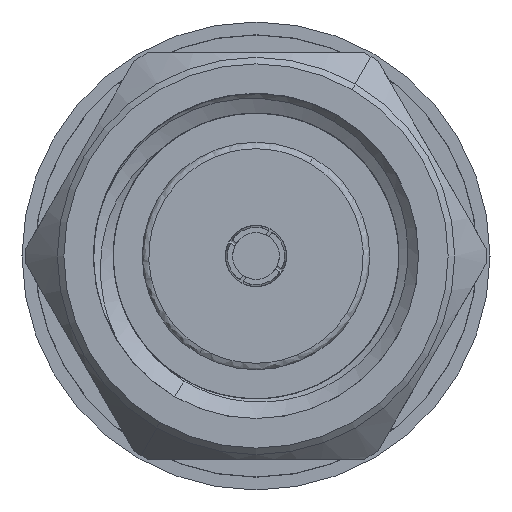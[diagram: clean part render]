
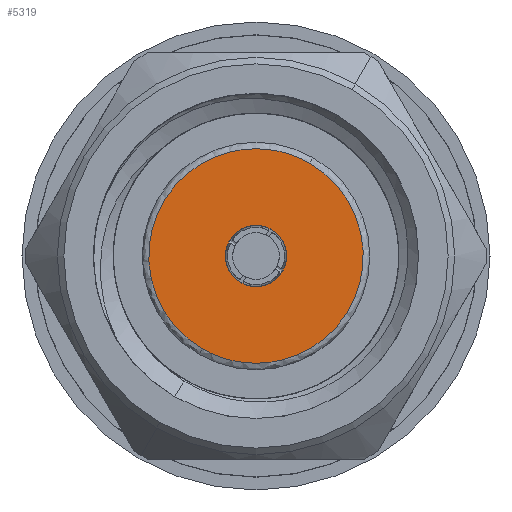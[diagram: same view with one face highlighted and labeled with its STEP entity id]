
A CAD part, left-side view. The second image highlights one B-rep face of the part: STEP entity #5319.
In plain terms, the highlighted planar face has unit normal (-1, 0, 0).
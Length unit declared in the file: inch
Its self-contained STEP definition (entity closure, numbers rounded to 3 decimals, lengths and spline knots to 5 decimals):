
#68 = CARTESIAN_POINT ( 'NONE',  ( 0.11, 0., 0. ) ) ;
#269 = EDGE_LOOP ( 'NONE', ( #3641, #2411 ) ) ;
#286 = CARTESIAN_POINT ( 'NONE',  ( 0.11, 0.04125, -0.07145 ) ) ;
#756 = CARTESIAN_POINT ( 'NONE',  ( 0.11, -0.04125, 0.07145 ) ) ;
#1042 = DIRECTION ( 'NONE',  ( -1., 0., 0. ) ) ;
#1055 = AXIS2_PLACEMENT_3D ( 'NONE', #68, #4646, #3249 ) ;
#1083 = CARTESIAN_POINT ( 'NONE',  ( 0.11, 0.10164, 0.15395 ) ) ;
#1155 = DIRECTION ( 'NONE',  ( 1., 0., 0. ) ) ;
#1873 = CARTESIAN_POINT ( 'NONE',  ( 0.11, -0.04125, 0.07145 ) ) ;
#1922 = EDGE_CURVE ( 'NONE', #4812, #3474, #5206, .T. ) ;
#1931 = VERTEX_POINT ( 'NONE', #1873 ) ;
#1985 = DIRECTION ( 'NONE',  ( 0., 0.5, -0.866 ) ) ;
#2013 = DIRECTION ( 'NONE',  ( 0., 1., 0. ) ) ;
#2017 = CARTESIAN_POINT ( 'NONE',  ( 0.11, -0.01175, 0.02035 ) ) ;
#2118 = CARTESIAN_POINT ( 'NONE',  ( 0.11, 0.04125, -0.07145 ) ) ;
#2411 = ORIENTED_EDGE ( 'NONE', *, *, #2574, .F. ) ;
#2476 = CARTESIAN_POINT ( 'NONE',  ( 0.11, -0.10164, -0.15395 ) ) ;
#2531 = CARTESIAN_POINT ( 'NONE',  ( 0.11, 0.01175, -0.02035 ) ) ;
#2568 = VERTEX_POINT ( 'NONE', #286 ) ;
#2574 = EDGE_CURVE ( 'NONE', #1931, #2568, #3140, .T. ) ;
#2878 = CARTESIAN_POINT ( 'NONE',  ( 0.11, 0.18414, 0.01105 ) ) ;
#3140 =( BOUNDED_CURVE ( )  B_SPLINE_CURVE ( 3, ( #756, #5751, #2476, #2118 ),
 .UNSPECIFIED., .F., .F. ) 
 B_SPLINE_CURVE_WITH_KNOTS ( ( 4, 4 ),
 ( 0., 1. ),
 .UNSPECIFIED. ) 
 CURVE ( )  GEOMETRIC_REPRESENTATION_ITEM ( )  RATIONAL_B_SPLINE_CURVE ( ( 1., 0.333, 0.333, 1. ) ) 
 REPRESENTATION_ITEM ( '' )  );
#3249 = DIRECTION ( 'NONE',  ( 0., 0.5, -0.866 ) ) ;
#3474 = VERTEX_POINT ( 'NONE', #2531 ) ;
#3508 = AXIS2_PLACEMENT_3D ( 'NONE', #5066, #1042, #1985 ) ;
#3641 = ORIENTED_EDGE ( 'NONE', *, *, #3749, .F. ) ;
#3749 = EDGE_CURVE ( 'NONE', #2568, #1931, #5021, .T. ) ;
#3958 = AXIS2_PLACEMENT_3D ( 'NONE', #4338, #1155, #2013 ) ;
#4231 = CARTESIAN_POINT ( 'NONE',  ( 0.11, -0.04125, 0.07145 ) ) ;
#4247 = FACE_OUTER_BOUND ( 'NONE', #269, .T. ) ;
#4323 = ORIENTED_EDGE ( 'NONE', *, *, #1922, .F. ) ;
#4338 = CARTESIAN_POINT ( 'NONE',  ( 0.11, 0., 0. ) ) ;
#4528 = EDGE_LOOP ( 'NONE', ( #5065, #4323 ) ) ;
#4646 = DIRECTION ( 'NONE',  ( -1., 0., 0. ) ) ;
#4649 = CIRCLE ( 'NONE', #3508, 0.0235 ) ;
#4669 = EDGE_CURVE ( 'NONE', #3474, #4812, #4649, .T. ) ;
#4684 = CARTESIAN_POINT ( 'NONE',  ( 0.11, 0.04125, -0.07145 ) ) ;
#4812 = VERTEX_POINT ( 'NONE', #2017 ) ;
#5021 =( BOUNDED_CURVE ( )  B_SPLINE_CURVE ( 3, ( #4684, #2878, #1083, #4231 ),
 .UNSPECIFIED., .F., .F. ) 
 B_SPLINE_CURVE_WITH_KNOTS ( ( 4, 4 ),
 ( 0., 1. ),
 .UNSPECIFIED. ) 
 CURVE ( )  GEOMETRIC_REPRESENTATION_ITEM ( )  RATIONAL_B_SPLINE_CURVE ( ( 1., 0.333, 0.333, 1. ) ) 
 REPRESENTATION_ITEM ( '' )  );
#5065 = ORIENTED_EDGE ( 'NONE', *, *, #4669, .F. ) ;
#5066 = CARTESIAN_POINT ( 'NONE',  ( 0.11, 0., 0. ) ) ;
#5206 = CIRCLE ( 'NONE', #1055, 0.0235 ) ;
#5319 = ADVANCED_FACE ( 'NONE', ( #4247, #5641 ), #5615, .F. ) ;
#5615 = PLANE ( 'NONE',  #3958 ) ;
#5641 = FACE_BOUND ( 'NONE', #4528, .T. ) ;
#5751 = CARTESIAN_POINT ( 'NONE',  ( 0.11, -0.18414, -0.01105 ) ) ;
